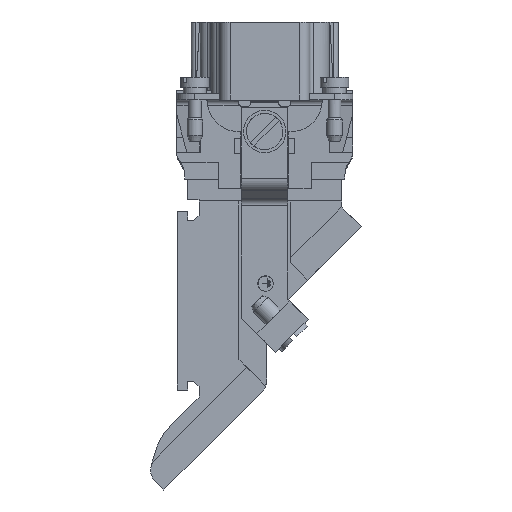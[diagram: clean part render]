
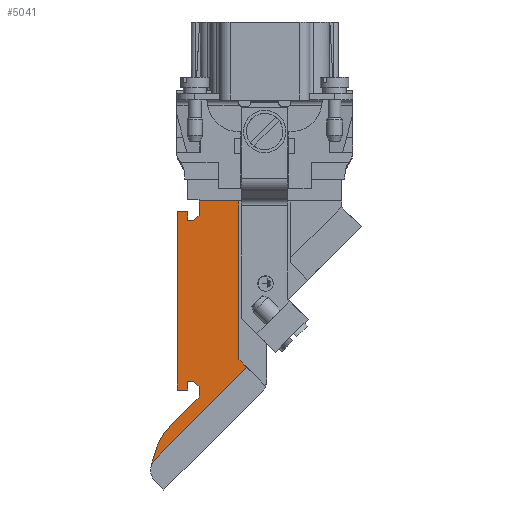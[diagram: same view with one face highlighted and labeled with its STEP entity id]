
A CAD part, left-side view. The second image highlights one B-rep face of the part: STEP entity #5041.
In plain terms, the highlighted planar face has unit normal (-1, 0, 0).
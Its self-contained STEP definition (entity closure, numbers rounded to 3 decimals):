
#3350=PLANE('',#24478);
#4098=FACE_OUTER_BOUND('',#6713,.T.);
#5041=ADVANCED_FACE('',(#4098),#3350,.F.);
#6713=EDGE_LOOP('',(#9779,#9780,#9781,#9782,#9783,#9784,#9785,#9786,#9787,
#9788,#9789,#9790,#9791,#9792,#9793,#9794,#9795,#9796));
#9779=ORIENTED_EDGE('',*,*,#16117,.T.);
#9780=ORIENTED_EDGE('',*,*,#16116,.T.);
#9781=ORIENTED_EDGE('',*,*,#16094,.F.);
#9782=ORIENTED_EDGE('',*,*,#16118,.F.);
#9783=ORIENTED_EDGE('',*,*,#16119,.F.);
#9784=ORIENTED_EDGE('',*,*,#16120,.F.);
#9785=ORIENTED_EDGE('',*,*,#16121,.F.);
#9786=ORIENTED_EDGE('',*,*,#16122,.F.);
#9787=ORIENTED_EDGE('',*,*,#16123,.F.);
#9788=ORIENTED_EDGE('',*,*,#16124,.F.);
#9789=ORIENTED_EDGE('',*,*,#16125,.F.);
#9790=ORIENTED_EDGE('',*,*,#16126,.F.);
#9791=ORIENTED_EDGE('',*,*,#16127,.F.);
#9792=ORIENTED_EDGE('',*,*,#16128,.F.);
#9793=ORIENTED_EDGE('',*,*,#16129,.F.);
#9794=ORIENTED_EDGE('',*,*,#16130,.F.);
#9795=ORIENTED_EDGE('',*,*,#16131,.F.);
#9796=ORIENTED_EDGE('',*,*,#16132,.F.);
#13903=VERTEX_POINT('',#34264);
#13904=VERTEX_POINT('',#34266);
#13917=VERTEX_POINT('',#34307);
#13918=VERTEX_POINT('',#34311);
#13919=VERTEX_POINT('',#34313);
#13920=VERTEX_POINT('',#34315);
#13921=VERTEX_POINT('',#34317);
#13922=VERTEX_POINT('',#34319);
#13923=VERTEX_POINT('',#34321);
#13924=VERTEX_POINT('',#34323);
#13925=VERTEX_POINT('',#34325);
#13926=VERTEX_POINT('',#34327);
#13927=VERTEX_POINT('',#34329);
#13928=VERTEX_POINT('',#34331);
#13929=VERTEX_POINT('',#34333);
#13930=VERTEX_POINT('',#34335);
#13931=VERTEX_POINT('',#34337);
#13932=VERTEX_POINT('',#34339);
#16094=EDGE_CURVE('',#13903,#13904,#19873,.T.);
#16116=EDGE_CURVE('',#13917,#13904,#19894,.T.);
#16117=EDGE_CURVE('',#13918,#13917,#19895,.T.);
#16118=EDGE_CURVE('',#13919,#13903,#19896,.T.);
#16119=EDGE_CURVE('',#13920,#13919,#19897,.T.);
#16120=EDGE_CURVE('',#13921,#13920,#19898,.T.);
#16121=EDGE_CURVE('',#13922,#13921,#19899,.T.);
#16122=EDGE_CURVE('',#13923,#13922,#19900,.T.);
#16123=EDGE_CURVE('',#13924,#13923,#19901,.T.);
#16124=EDGE_CURVE('',#13925,#13924,#19902,.T.);
#16125=EDGE_CURVE('',#13926,#13925,#19903,.T.);
#16126=EDGE_CURVE('',#13927,#13926,#19904,.T.);
#16127=EDGE_CURVE('',#13928,#13927,#19905,.T.);
#16128=EDGE_CURVE('',#13929,#13928,#19906,.T.);
#16129=EDGE_CURVE('',#13930,#13929,#19907,.T.);
#16130=EDGE_CURVE('',#13931,#13930,#18127,.T.);
#16131=EDGE_CURVE('',#13932,#13931,#19908,.T.);
#16132=EDGE_CURVE('',#13918,#13932,#19909,.T.);
#18127=CIRCLE('',#24477,12.);
#19873=LINE('',#34265,#21919);
#19894=LINE('',#34308,#21940);
#19895=LINE('',#34310,#21941);
#19896=LINE('',#34312,#21942);
#19897=LINE('',#34314,#21943);
#19898=LINE('',#34316,#21944);
#19899=LINE('',#34318,#21945);
#19900=LINE('',#34320,#21946);
#19901=LINE('',#34322,#21947);
#19902=LINE('',#34324,#21948);
#19903=LINE('',#34326,#21949);
#19904=LINE('',#34328,#21950);
#19905=LINE('',#34330,#21951);
#19906=LINE('',#34332,#21952);
#19907=LINE('',#34334,#21953);
#19908=LINE('',#34338,#21954);
#19909=LINE('',#34340,#21955);
#21919=VECTOR('',#27502,1.);
#21940=VECTOR('',#27539,1.);
#21941=VECTOR('',#27542,1.);
#21942=VECTOR('',#27543,1.);
#21943=VECTOR('',#27544,1.);
#21944=VECTOR('',#27545,1.);
#21945=VECTOR('',#27546,1.);
#21946=VECTOR('',#27547,1.);
#21947=VECTOR('',#27548,1.);
#21948=VECTOR('',#27549,1.);
#21949=VECTOR('',#27550,1.);
#21950=VECTOR('',#27551,1.);
#21951=VECTOR('',#27552,1.);
#21952=VECTOR('',#27553,1.);
#21953=VECTOR('',#27554,1.);
#21954=VECTOR('',#27557,1.);
#21955=VECTOR('',#27558,1.);
#24477=AXIS2_PLACEMENT_3D('',#34336,#27555,#27556);
#24478=AXIS2_PLACEMENT_3D('',#34341,#27559,#27560);
#27502=DIRECTION('',(0.,-1.,0.));
#27539=DIRECTION('',(0.,0.,1.));
#27542=DIRECTION('',(0.,0.707,0.707));
#27543=DIRECTION('',(0.,0.,1.));
#27544=DIRECTION('',(0.,-0.707,0.707));
#27545=DIRECTION('',(0.,-1.,0.));
#27546=DIRECTION('',(0.,0.,-1.));
#27547=DIRECTION('',(0.,-1.,0.));
#27548=DIRECTION('',(0.,0.,1.));
#27549=DIRECTION('',(0.,1.,0.));
#27550=DIRECTION('',(0.,0.,-1.));
#27551=DIRECTION('',(0.,1.,0.));
#27552=DIRECTION('',(0.,0.707,0.707));
#27553=DIRECTION('',(0.,0.,1.));
#27554=DIRECTION('',(0.,-0.707,0.707));
#27555=DIRECTION('',(1.,0.,0.));
#27556=DIRECTION('',(0.,1.,0.));
#27557=DIRECTION('',(0.,-0.259,0.966));
#27558=DIRECTION('',(0.,0.707,-0.707));
#27559=DIRECTION('',(1.,0.,0.));
#27560=DIRECTION('',(0.,-1.,0.));
#34264=CARTESIAN_POINT('',(-21.7,12.7,-19.525));
#34265=CARTESIAN_POINT('',(-21.7,12.694,-19.525));
#34266=CARTESIAN_POINT('',(-21.7,4.994,-19.525));
#34307=CARTESIAN_POINT('',(-21.7,4.994,-50.173));
#34308=CARTESIAN_POINT('',(-21.7,4.994,-50.173));
#34310=CARTESIAN_POINT('',(-21.7,2.742,-52.424));
#34311=CARTESIAN_POINT('',(-21.7,3.45,-51.717));
#34312=CARTESIAN_POINT('',(-21.7,12.7,-18.263));
#34313=CARTESIAN_POINT('',(-21.7,12.7,-22.269));
#34314=CARTESIAN_POINT('',(-21.7,15.455,-25.025));
#34315=CARTESIAN_POINT('',(-21.7,13.7,-23.269));
#34316=CARTESIAN_POINT('',(-21.7,22.216,-23.269));
#34317=CARTESIAN_POINT('',(-21.7,14.9,-23.269));
#34318=CARTESIAN_POINT('',(-21.7,14.9,-22.069));
#34319=CARTESIAN_POINT('',(-21.7,14.9,-21.569));
#34320=CARTESIAN_POINT('',(-21.7,16.4,-21.569));
#34321=CARTESIAN_POINT('',(-21.7,16.9,-21.569));
#34322=CARTESIAN_POINT('',(-21.7,16.9,-18.263));
#34323=CARTESIAN_POINT('',(-21.7,16.9,-56.069));
#34324=CARTESIAN_POINT('',(-21.7,15.4,-56.069));
#34325=CARTESIAN_POINT('',(-21.7,14.9,-56.069));
#34326=CARTESIAN_POINT('',(-21.7,14.9,-18.263));
#34327=CARTESIAN_POINT('',(-21.7,14.9,-54.369));
#34328=CARTESIAN_POINT('',(-21.7,22.216,-54.369));
#34329=CARTESIAN_POINT('',(-21.7,13.7,-54.369));
#34330=CARTESIAN_POINT('',(-21.7,36.011,-32.058));
#34331=CARTESIAN_POINT('',(-21.7,12.7,-55.369));
#34332=CARTESIAN_POINT('',(-21.7,12.7,-18.263));
#34333=CARTESIAN_POINT('',(-21.7,12.7,-57.432));
#34334=CARTESIAN_POINT('',(-21.7,-2.126,-42.606));
#34335=CARTESIAN_POINT('',(-21.7,18.159,-62.892));
#34336=CARTESIAN_POINT('',(-21.7,9.674,-71.377));
#34337=CARTESIAN_POINT('',(-21.7,21.265,-68.271));
#34338=CARTESIAN_POINT('',(-21.7,8.827,-21.851));
#34339=CARTESIAN_POINT('',(-21.7,21.727,-69.995));
#34340=CARTESIAN_POINT('',(-21.7,4.157,-52.424));
#34341=CARTESIAN_POINT('',(-21.7,22.216,-18.263));
